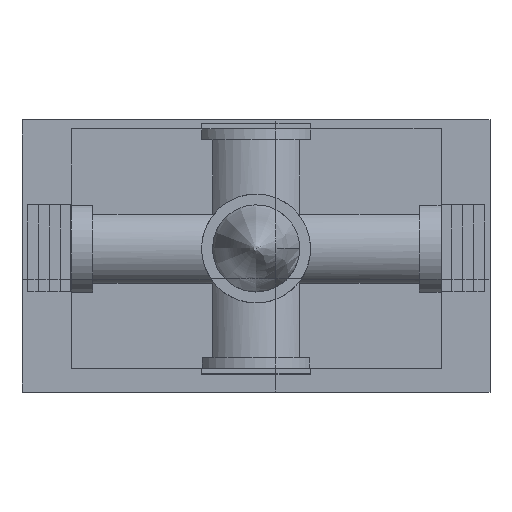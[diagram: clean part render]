
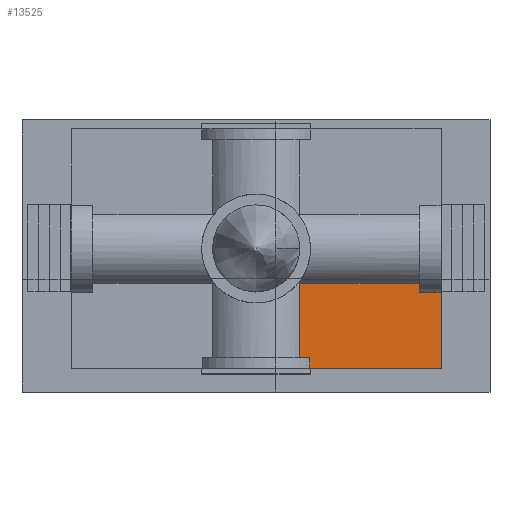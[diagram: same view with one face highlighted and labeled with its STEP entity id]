
A CAD part, top view. The second image highlights one B-rep face of the part: STEP entity #13525.
In plain terms, the highlighted planar face has unit normal (0, 0, 1).
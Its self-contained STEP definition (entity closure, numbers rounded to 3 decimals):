
#244=PLANE('',#14287);
#858=FACE_OUTER_BOUND('',#1570,.T.);
#1570=EDGE_LOOP('',(#9819,#9820,#9821,#9822,#9823,#9824,#9825,#9826));
#2528=LINE('',#18978,#4319);
#2532=LINE('',#18987,#4323);
#2575=LINE('',#19080,#4366);
#2712=LINE('',#19412,#4503);
#2713=LINE('',#19415,#4504);
#2714=LINE('',#19417,#4505);
#2715=LINE('',#19418,#4506);
#2716=LINE('',#19419,#4507);
#4319=VECTOR('',#15206,6.);
#4323=VECTOR('',#15214,6.);
#4366=VECTOR('',#15287,6.);
#4503=VECTOR('',#15582,6.);
#4504=VECTOR('',#15585,6.);
#4505=VECTOR('',#15586,6.);
#4506=VECTOR('',#15587,6.);
#4507=VECTOR('',#15588,6.);
#6094=VERTEX_POINT('',#18964);
#6096=VERTEX_POINT('',#18975);
#6097=VERTEX_POINT('',#18977);
#6100=VERTEX_POINT('',#18985);
#6135=VERTEX_POINT('',#19079);
#6241=VERTEX_POINT('',#19407);
#6242=VERTEX_POINT('',#19414);
#6243=VERTEX_POINT('',#19416);
#7426=EDGE_CURVE('',#6096,#6097,#2528,.T.);
#7431=EDGE_CURVE('',#6100,#6096,#2532,.T.);
#7477=EDGE_CURVE('',#6135,#6097,#2575,.T.);
#7637=EDGE_CURVE('',#6094,#6241,#2712,.T.);
#7638=EDGE_CURVE('',#6241,#6242,#2713,.T.);
#7639=EDGE_CURVE('',#6242,#6243,#2714,.T.);
#7640=EDGE_CURVE('',#6243,#6135,#2715,.T.);
#7641=EDGE_CURVE('',#6094,#6100,#2716,.T.);
#9819=ORIENTED_EDGE('',*,*,#7637,.T.);
#9820=ORIENTED_EDGE('',*,*,#7638,.T.);
#9821=ORIENTED_EDGE('',*,*,#7639,.T.);
#9822=ORIENTED_EDGE('',*,*,#7640,.T.);
#9823=ORIENTED_EDGE('',*,*,#7477,.T.);
#9824=ORIENTED_EDGE('',*,*,#7426,.F.);
#9825=ORIENTED_EDGE('',*,*,#7431,.F.);
#9826=ORIENTED_EDGE('',*,*,#7641,.F.);
#13525=ADVANCED_FACE('',(#858),#244,.T.);
#14287=AXIS2_PLACEMENT_3D('',#19413,#15583,#15584);
#15206=DIRECTION('',(0.,-1.,0.));
#15214=DIRECTION('',(1.,0.,0.));
#15287=DIRECTION('',(1.,0.,0.));
#15582=DIRECTION('',(-1.,0.,0.));
#15583=DIRECTION('center_axis',(0.,0.,1.));
#15584=DIRECTION('ref_axis',(1.,0.,0.));
#15585=DIRECTION('',(0.,-1.,0.));
#15586=DIRECTION('',(1.,0.,0.));
#15587=DIRECTION('',(0.,-1.,0.));
#15588=DIRECTION('',(0.,-1.,0.));
#18964=CARTESIAN_POINT('',(4.058,29.823,91.343));
#18975=CARTESIAN_POINT('',(16.058,24.797,91.343));
#18977=CARTESIAN_POINT('',(16.058,-17.203,91.343));
#18978=CARTESIAN_POINT('',(16.058,114.797,91.343));
#18985=CARTESIAN_POINT('',(4.058,24.797,91.343));
#18987=CARTESIAN_POINT('',(4.058,24.797,91.343));
#19079=CARTESIAN_POINT('',(-56.285,-17.203,91.343));
#19080=CARTESIAN_POINT('',(4.058,-17.203,91.343));
#19407=CARTESIAN_POINT('',(-61.942,29.823,91.343));
#19412=CARTESIAN_POINT('',(-175.942,29.823,91.343));
#19413=CARTESIAN_POINT('Origin',(-85.942,48.797,91.343));
#19414=CARTESIAN_POINT('',(-61.942,-11.203,91.343));
#19415=CARTESIAN_POINT('',(-61.942,-11.203,91.343));
#19416=CARTESIAN_POINT('',(-56.285,-11.203,91.343));
#19417=CARTESIAN_POINT('',(4.058,-11.203,91.343));
#19418=CARTESIAN_POINT('',(-56.285,-11.203,91.343));
#19419=CARTESIAN_POINT('',(4.058,-11.203,91.343));
